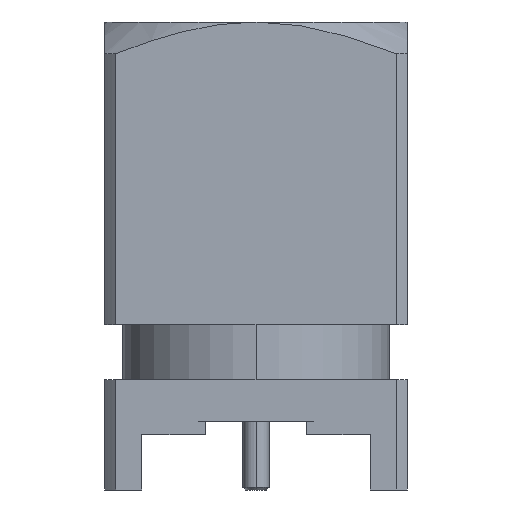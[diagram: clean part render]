
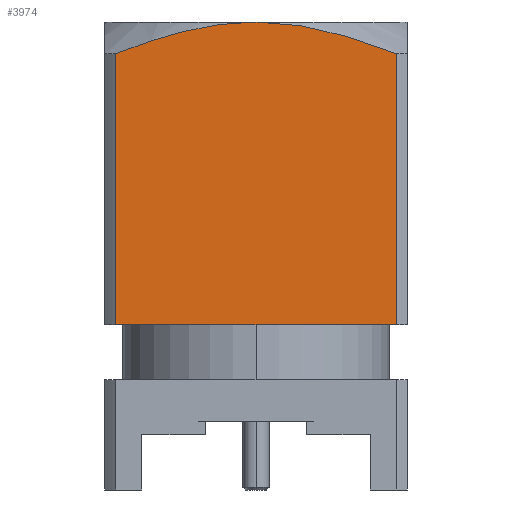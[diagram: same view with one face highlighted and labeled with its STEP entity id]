
A CAD part, left-side view. The second image highlights one B-rep face of the part: STEP entity #3974.
In plain terms, the highlighted planar face has unit normal (-1, 0, 0).
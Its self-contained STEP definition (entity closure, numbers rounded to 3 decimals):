
#1238=CARTESIAN_POINT('',(-8.1,5.099,4.345));
#1239=CARTESIAN_POINT('',(-8.1,4.799,4.463));
#1240=CARTESIAN_POINT('',(-8.1,4.225,4.677));
#1241=CARTESIAN_POINT('',(-8.1,3.458,4.93));
#1242=CARTESIAN_POINT('',(-8.1,2.739,5.134));
#1243=CARTESIAN_POINT('',(-8.1,2.047,5.294));
#1244=CARTESIAN_POINT('',(-8.1,1.365,5.411));
#1245=CARTESIAN_POINT('',(-8.1,0.683,5.484));
#1246=CARTESIAN_POINT('',(-8.1,0.228,5.5));
#1247=CARTESIAN_POINT('',(-8.1,0.,5.5));
#1249=CARTESIAN_POINT('',(-8.1,0.,5.5));
#1250=CARTESIAN_POINT('',(-8.1,-0.231,5.5));
#1251=CARTESIAN_POINT('',(-8.1,-0.693,5.483));
#1252=CARTESIAN_POINT('',(-8.1,-1.382,5.409));
#1253=CARTESIAN_POINT('',(-8.1,-2.07,5.289));
#1254=CARTESIAN_POINT('',(-8.1,-2.764,5.128));
#1255=CARTESIAN_POINT('',(-8.1,-3.481,4.923));
#1256=CARTESIAN_POINT('',(-8.1,-4.24,4.672));
#1257=CARTESIAN_POINT('',(-8.1,-4.805,4.461));
#1258=CARTESIAN_POINT('',(-8.1,-5.099,4.345));
#1260=DIRECTION('',(0.,-1.,0.));
#1261=VECTOR('',#1260,10.198);
#1262=CARTESIAN_POINT('',(-8.1,5.099,-5.5));
#1263=LINE('',#1262,#1261);
#1304=DIRECTION('',(0.,0.,-1.));
#1305=VECTOR('',#1304,9.845);
#1306=CARTESIAN_POINT('',(-8.1,-5.099,4.345));
#1307=LINE('',#1306,#1305);
#1313=DIRECTION('',(0.,0.,-1.));
#1314=VECTOR('',#1313,9.845);
#1315=CARTESIAN_POINT('',(-8.1,5.099,4.345));
#1316=LINE('',#1315,#1314);
#2297=CARTESIAN_POINT('',(-8.1,-5.099,-5.5));
#2299=VERTEX_POINT('',#2297);
#2308=CARTESIAN_POINT('',(-8.1,5.099,-5.5));
#2310=VERTEX_POINT('',#2308);
#2328=CARTESIAN_POINT('',(-8.1,0.,5.5));
#2329=VERTEX_POINT('',#2328);
#2337=CARTESIAN_POINT('',(-8.1,-5.099,4.345));
#2339=VERTEX_POINT('',#2337);
#2340=CARTESIAN_POINT('',(-8.1,5.099,4.345));
#2342=VERTEX_POINT('',#2340);
#3959=CARTESIAN_POINT('',(-8.1,5.5,-11.5));
#3960=DIRECTION('',(1.,0.,0.));
#3961=DIRECTION('',(0.,-1.,0.));
#3962=AXIS2_PLACEMENT_3D('',#3959,#3960,#3961);
#3963=PLANE('',#3962);
#3964=ORIENTED_EDGE('',*,*,#3951,.T.);
#3966=ORIENTED_EDGE('',*,*,#3965,.T.);
#3968=ORIENTED_EDGE('',*,*,#3967,.T.);
#3969=ORIENTED_EDGE('',*,*,#3902,.F.);
#3971=ORIENTED_EDGE('',*,*,#3970,.F.);
#3972=EDGE_LOOP('',(#3964,#3966,#3968,#3969,#3971));
#3973=FACE_OUTER_BOUND('',#3972,.F.);
#3974=ADVANCED_FACE('',(#3973),#3963,.F.);
#1248=B_SPLINE_CURVE_WITH_KNOTS('',3,(#1238,#1239,#1240,#1241,#1242,#1243,#1244,
#1245,#1246,#1247),.UNSPECIFIED.,.F.,.F.,(4,1,1,1,1,1,1,4),(0.,
0.143,0.286,0.429,0.571,
0.714,0.857,1.),.UNSPECIFIED.);
#1259=B_SPLINE_CURVE_WITH_KNOTS('',3,(#1249,#1250,#1251,#1252,#1253,#1254,#1255,
#1256,#1257,#1258),.UNSPECIFIED.,.F.,.F.,(4,1,1,1,1,1,1,4),(0.,
0.143,0.286,0.429,0.571,
0.714,0.857,1.),.UNSPECIFIED.);
#3902=EDGE_CURVE('',#2310,#2299,#1263,.T.);
#3951=EDGE_CURVE('',#2342,#2329,#1248,.T.);
#3965=EDGE_CURVE('',#2329,#2339,#1259,.T.);
#3967=EDGE_CURVE('',#2339,#2299,#1307,.T.);
#3970=EDGE_CURVE('',#2342,#2310,#1316,.T.);
